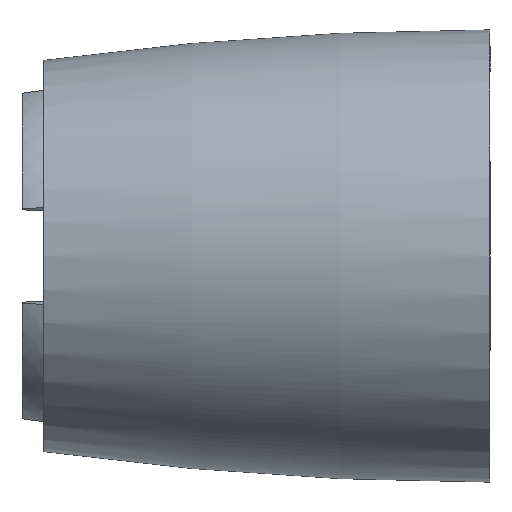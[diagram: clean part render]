
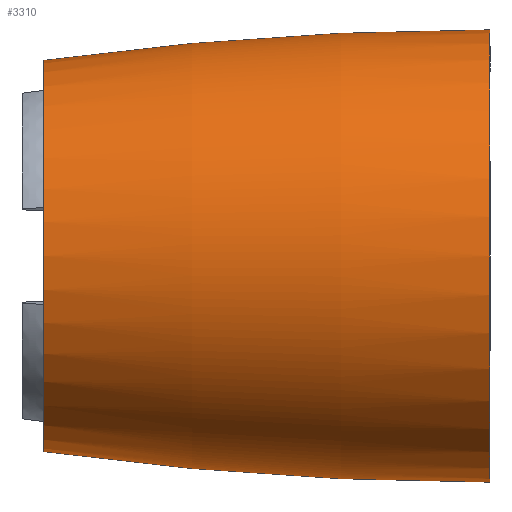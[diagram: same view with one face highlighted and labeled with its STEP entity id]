
A CAD part, left-side view. The second image highlights one B-rep face of the part: STEP entity #3310.
In plain terms, the highlighted toroidal (fillet/blend) face has major radius 713.477 mm and minor radius 766.309 mm.
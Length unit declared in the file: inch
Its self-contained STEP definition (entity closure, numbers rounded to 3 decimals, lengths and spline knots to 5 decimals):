
#271 = VERTEX_POINT ( 'NONE', #4022 ) ;
#273 = DIRECTION ( 'NONE',  ( 0., -1., 0. ) ) ;
#362 = CARTESIAN_POINT ( 'NONE',  ( 0., 4.105, -1.79942 ) ) ;
#474 = DIRECTION ( 'NONE',  ( 0., 0., -1. ) ) ;
#514 = AXIS2_PLACEMENT_3D ( 'NONE', #1881, #3832, #2198 ) ;
#566 = AXIS2_PLACEMENT_3D ( 'NONE', #576, #1891, #2329 ) ;
#576 = CARTESIAN_POINT ( 'NONE',  ( 0., 0., 28.08963 ) ) ;
#662 = ORIENTED_EDGE ( 'NONE', *, *, #3887, .F. ) ;
#1032 = CARTESIAN_POINT ( 'NONE',  ( 0., 4.105, 0. ) ) ;
#1056 = CIRCLE ( 'NONE', #2154, 2.08 ) ;
#1271 = EDGE_CURVE ( 'NONE', #2290, #271, #4076, .T. ) ;
#1347 = DIRECTION ( 'NONE',  ( 0., 0., -1. ) ) ;
#1367 = FACE_OUTER_BOUND ( 'NONE', #2743, .T. ) ;
#1619 = DIRECTION ( 'NONE',  ( 0., 0., -1. ) ) ;
#1747 = DIRECTION ( 'NONE',  ( 0., 1., 0. ) ) ;
#1878 = EDGE_CURVE ( 'NONE', #3129, #271, #1056, .T. ) ;
#1881 = CARTESIAN_POINT ( 'NONE',  ( 0., 0., -28.08963 ) ) ;
#1891 = DIRECTION ( 'NONE',  ( -1., 0., 0. ) ) ;
#1893 = CARTESIAN_POINT ( 'NONE',  ( 0., 0., 2.08 ) ) ;
#1963 = VERTEX_POINT ( 'NONE', #3999 ) ;
#2019 = ORIENTED_EDGE ( 'NONE', *, *, #1271, .T. ) ;
#2154 = AXIS2_PLACEMENT_3D ( 'NONE', #3553, #273, #1619 ) ;
#2161 = AXIS2_PLACEMENT_3D ( 'NONE', #4043, #2673, #1347 ) ;
#2198 = DIRECTION ( 'NONE',  ( 0., 0., -1. ) ) ;
#2290 = VERTEX_POINT ( 'NONE', #362 ) ;
#2329 = DIRECTION ( 'NONE',  ( 0., 0., 1. ) ) ;
#2409 = EDGE_CURVE ( 'NONE', #2290, #1963, #3104, .T. ) ;
#2491 = CIRCLE ( 'NONE', #514, 30.16963 ) ;
#2508 = ORIENTED_EDGE ( 'NONE', *, *, #2409, .F. ) ;
#2673 = DIRECTION ( 'NONE',  ( 0., -1., 0. ) ) ;
#2743 = EDGE_LOOP ( 'NONE', ( #662, #2508, #2019, #3399 ) ) ;
#3104 = CIRCLE ( 'NONE', #3459, 1.79942 ) ;
#3129 = VERTEX_POINT ( 'NONE', #1893 ) ;
#3258 = TOROIDAL_SURFACE ( 'NONE', #2161, -28.08963, 30.16963 ) ;
#3310 = ADVANCED_FACE ( 'NONE', ( #1367 ), #3258, .T. ) ;
#3399 = ORIENTED_EDGE ( 'NONE', *, *, #1878, .F. ) ;
#3459 = AXIS2_PLACEMENT_3D ( 'NONE', #1032, #1747, #474 ) ;
#3553 = CARTESIAN_POINT ( 'NONE',  ( 0., 0., 0. ) ) ;
#3832 = DIRECTION ( 'NONE',  ( 1., 0., 0. ) ) ;
#3887 = EDGE_CURVE ( 'NONE', #1963, #3129, #2491, .T. ) ;
#3999 = CARTESIAN_POINT ( 'NONE',  ( 0., 4.105, 1.79942 ) ) ;
#4022 = CARTESIAN_POINT ( 'NONE',  ( 0., 0., -2.08 ) ) ;
#4043 = CARTESIAN_POINT ( 'NONE',  ( 0., 0., 0. ) ) ;
#4076 = CIRCLE ( 'NONE', #566, 30.16963 ) ;
